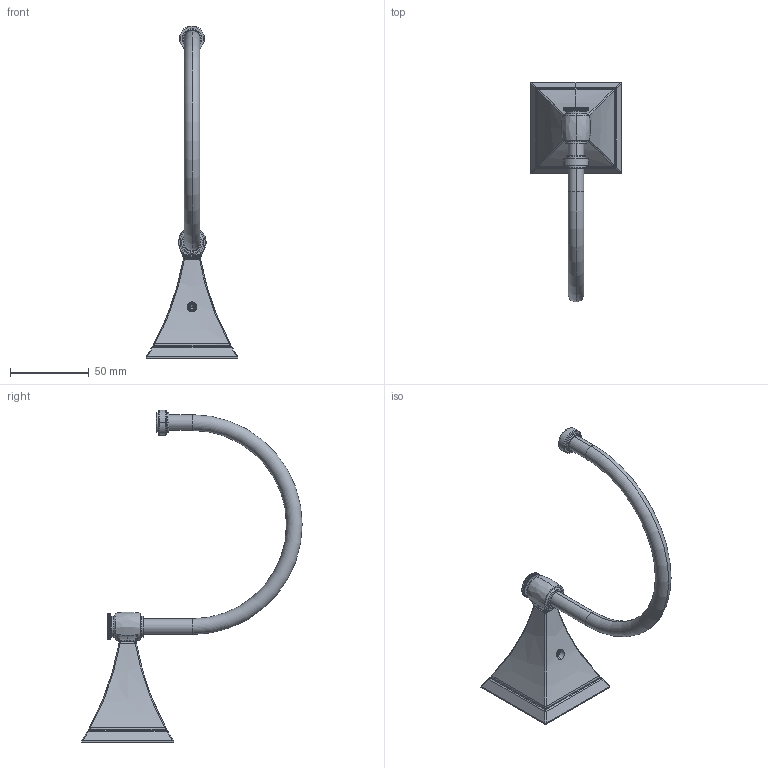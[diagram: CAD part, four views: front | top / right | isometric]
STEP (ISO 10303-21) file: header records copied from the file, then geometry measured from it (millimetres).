
FILE_DESCRIPTION((''),'2;1');
FILE_NAME('4921_ASM','2017-08-28T',('rsmith'),(''),'PRO/ENGINEER BY PARAMETRIC TECHNOLOGY CORPORATION, 2013150','PRO/ENGINEER BY PARAMETRIC TECHNOLOGY CORPORATION, 2013150','');
FILE_SCHEMA(('CONFIG_CONTROL_DESIGN'));
Length unit declared in the file: inch
Products named in the file (10): 40506; 6XXB; 40511; AS05B; AS05H; 1805F; 1805S; 92527; 92031; 4921_ASM
Assembly tree (10 placements, depth 2):
  4921_ASM
    40506
    6XXB
    40511
    AS05B  x2
    AS05H
    1805F
    1805S
    92527
    92031
Bounding box: 58.42 x 140.36 x 211.49 mm (x, y, z)
Volume: 54944.3 mm3; surface area: 50935.5 mm2
Topology: 10 solids, 14 shells, 1418 faces, 3367 edges, 1996 vertices
Faces by surface type: plane 461, cylinder 384, cone 309, bspline 220, torus 24, sphere 16, extrusion 4
Entity records: 66595 total; most frequent: CARTESIAN_POINT 36713, ORIENTED_EDGE 6661, DIRECTION 5387, EDGE_CURVE 3349, AXIS2_PLACEMENT_3D 2098, VERTEX_POINT 1988, EDGE_LOOP 1462, FACE_OUTER_BOUND 1412
